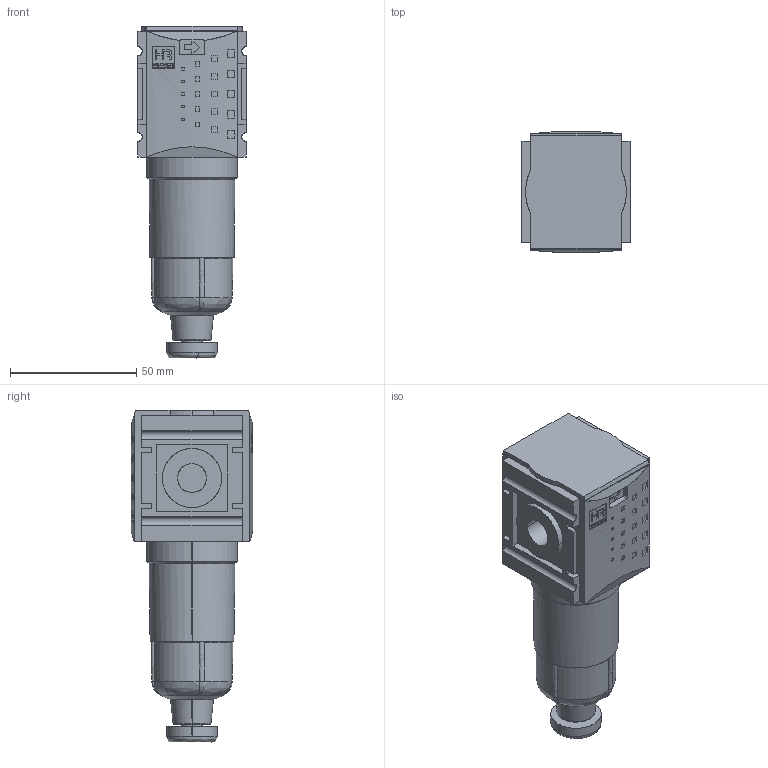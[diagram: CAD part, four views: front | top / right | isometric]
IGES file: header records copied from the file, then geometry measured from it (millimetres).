
Start section: SolidWorks IGES file using analytic representation for surfaces
Global section: file name: PNKPFI-014.IGS; native system: SolidWorks 2013; preprocessor: SolidWorks 2013; author: grafika; date: 131107.152855; units: millimetre
Bounding box: 43 x 48.17 x 131.7 mm (x, y, z)
Surface area: 24620.4 mm2 (no closed solid volume)
Topology: 0 solids, 0 shells, 686 faces, 4838 edges, 4838 vertices
Faces by surface type: bspline 588, revolution 98
